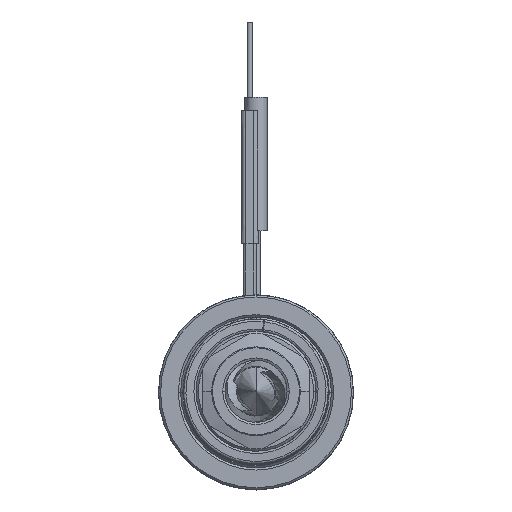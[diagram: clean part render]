
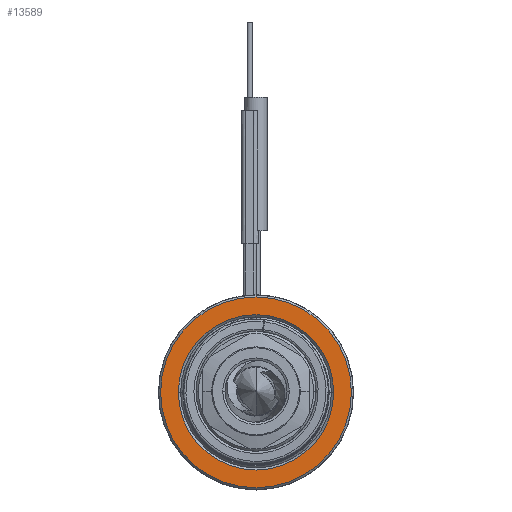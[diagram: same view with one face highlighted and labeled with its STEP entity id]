
A CAD part, top view. The second image highlights one B-rep face of the part: STEP entity #13589.
In plain terms, the highlighted planar face has unit normal (0, 0, 1).
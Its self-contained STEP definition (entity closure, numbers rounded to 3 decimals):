
#3941=CARTESIAN_POINT('',(0.,0.,40.));
#3942=DIRECTION('',(0.,0.,-1.));
#3943=DIRECTION('',(-1.,0.,0.));
#3944=AXIS2_PLACEMENT_3D('',#3941,#3942,#3943);
#3955=CARTESIAN_POINT('',(0.,0.,
40.));
#3956=DIRECTION('',(0.,0.,-1.));
#3957=DIRECTION('',(1.,0.,0.));
#3958=AXIS2_PLACEMENT_3D('',#3955,#3956,#3957);
#3969=CARTESIAN_POINT('',(0.,0.,
40.));
#3970=DIRECTION('',(0.,0.,-1.));
#3971=DIRECTION('',(1.,0.,0.));
#3972=AXIS2_PLACEMENT_3D('',#3969,#3970,#3971);
#3983=CARTESIAN_POINT('',(0.,0.,
40.));
#3984=DIRECTION('',(0.,0.,-1.));
#3985=DIRECTION('',(-1.,0.,0.));
#3986=AXIS2_PLACEMENT_3D('',#3983,#3984,#3985);
#8284=CARTESIAN_POINT('',(21.5,0.,40.));
#8285=CARTESIAN_POINT('',(-21.5,0.,40.));
#8286=VERTEX_POINT('',#8284);
#8287=VERTEX_POINT('',#8285);
#8288=CARTESIAN_POINT('',(17.5,0.,40.));
#8289=CARTESIAN_POINT('',(-17.5,0.,40.));
#8290=VERTEX_POINT('',#8288);
#8291=VERTEX_POINT('',#8289);
#13574=CARTESIAN_POINT('',(0.,0.,40.));
#13575=DIRECTION('',(0.,0.,1.));
#13576=DIRECTION('',(-1.,0.,0.));
#13577=AXIS2_PLACEMENT_3D('',#13574,#13575,#13576);
#13578=PLANE('',#13577);
#13579=ORIENTED_EDGE('',*,*,#13556,.T.);
#13580=ORIENTED_EDGE('',*,*,#13541,.T.);
#13581=EDGE_LOOP('',(#13579,#13580));
#13582=FACE_OUTER_BOUND('',#13581,.F.);
#13584=ORIENTED_EDGE('',*,*,#13583,.F.);
#13586=ORIENTED_EDGE('',*,*,#13585,.F.);
#13587=EDGE_LOOP('',(#13584,#13586));
#13588=FACE_BOUND('',#13587,.F.);
#3945=CIRCLE('',#3944,21.5);
#3959=CIRCLE('',#3958,21.5);
#3973=CIRCLE('',#3972,17.5);
#3987=CIRCLE('',#3986,17.5);
#13541=EDGE_CURVE('',#8287,#8286,#3945,.T.);
#13556=EDGE_CURVE('',#8286,#8287,#3959,.T.);
#13583=EDGE_CURVE('',#8290,#8291,#3973,.T.);
#13585=EDGE_CURVE('',#8291,#8290,#3987,.T.);
#13589=ADVANCED_FACE('',(#13582,#13588),#13578,.T.);
